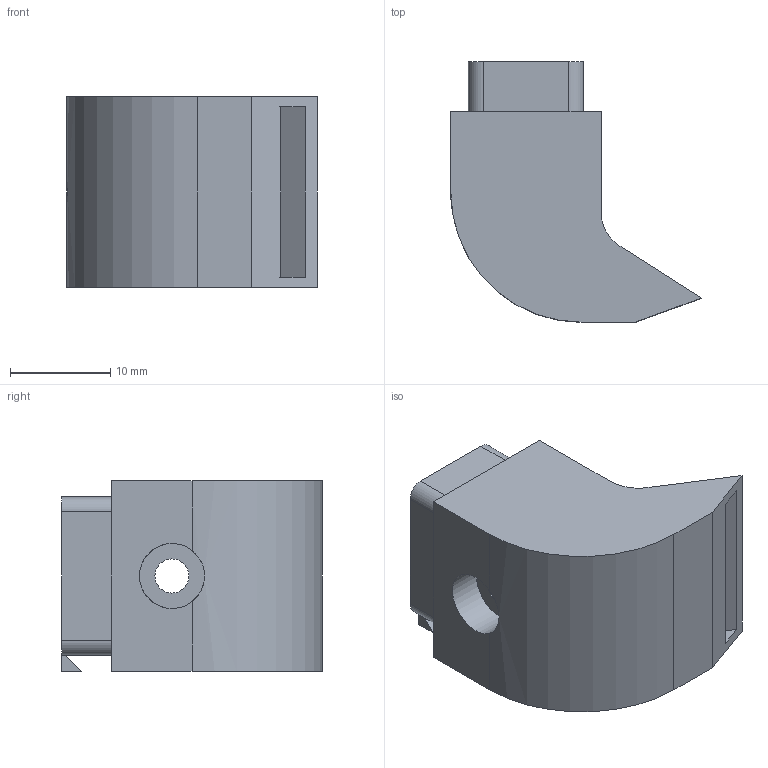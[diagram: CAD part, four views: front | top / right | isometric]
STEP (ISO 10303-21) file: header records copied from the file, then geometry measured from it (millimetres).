
FILE_DESCRIPTION(('FreeCAD Model'),'2;1');
FILE_NAME('extruder-air-nozzle-with-support.step','2014-12-11T09:24:37',('FreeCAD'),( 'FreeCAD'),'Open CASCADE STEP processor 6.7','FreeCAD','Unknown');
FILE_SCHEMA(('AUTOMOTIVE_DESIGN_CC2 { 1 2 10303 214 -1 1 5 4 }'));
Length unit declared in the file: millimetre
Products named in the file (1): air-nozzle-with-support
Bounding box: 25 x 26 x 19 mm (x, y, z)
Volume: 3705.9 mm3; surface area: 4147.2 mm2
Topology: 1 solids, 1 shells, 43 faces, 124 edges, 83 vertices
Faces by surface type: plane 31, cylinder 12
Full cylindrical faces by diameter (mm): 3.4 x1, 5.4 x1, 6.5 x1, 8.5 x1
Entity records: 3424 total; most frequent: CARTESIAN_POINT 965, DIRECTION 445, LINE 300, VECTOR 300, ORIENTED_EDGE 248, PCURVE 248, DEFINITIONAL_REPRESENTATION 248, EDGE_CURVE 124
